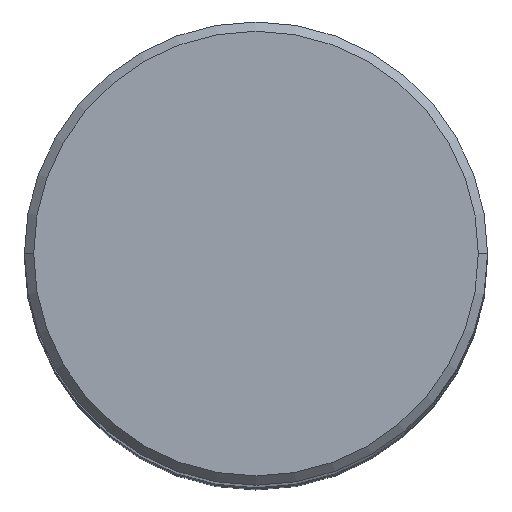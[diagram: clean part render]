
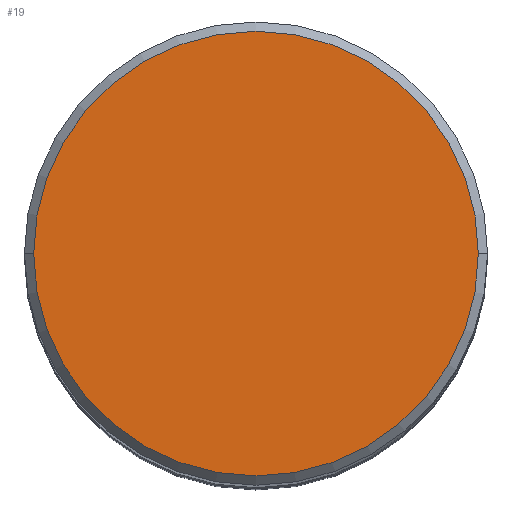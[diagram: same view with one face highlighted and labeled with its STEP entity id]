
A CAD part, top view. The second image highlights one B-rep face of the part: STEP entity #19.
In plain terms, the highlighted planar face has unit normal (0, 0, 1).
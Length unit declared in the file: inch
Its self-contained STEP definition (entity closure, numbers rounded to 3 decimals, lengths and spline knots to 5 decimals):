
#19 = ADVANCED_FACE ( 'NONE', ( #263 ), #443, .F. ) ;
#22 = AXIS2_PLACEMENT_3D ( 'NONE', #132, #440, #53 ) ;
#43 = CIRCLE ( 'NONE', #22, 0.48 ) ;
#53 = DIRECTION ( 'NONE',  ( 1., 0., 0. ) ) ;
#91 = VERTEX_POINT ( 'NONE', #197 ) ;
#102 = DIRECTION ( 'NONE',  ( -1., 0., 0. ) ) ;
#120 = ORIENTED_EDGE ( 'NONE', *, *, #518, .T. ) ;
#132 = CARTESIAN_POINT ( 'NONE',  ( 0., 0., 0. ) ) ;
#163 = DIRECTION ( 'NONE',  ( 0., 0., 1. ) ) ;
#164 = EDGE_LOOP ( 'NONE', ( #120, #303 ) ) ;
#195 = AXIS2_PLACEMENT_3D ( 'NONE', #202, #163, #337 ) ;
#197 = CARTESIAN_POINT ( 'NONE',  ( 0.48, 0., 0. ) ) ;
#202 = CARTESIAN_POINT ( 'NONE',  ( 0., 0., 0. ) ) ;
#221 = CARTESIAN_POINT ( 'NONE',  ( 0., 0.48, 0. ) ) ;
#263 = FACE_OUTER_BOUND ( 'NONE', #164, .T. ) ;
#281 = CIRCLE ( 'NONE', #195, 0.48 ) ;
#297 = AXIS2_PLACEMENT_3D ( 'NONE', #221, #537, #102 ) ;
#303 = ORIENTED_EDGE ( 'NONE', *, *, #554, .T. ) ;
#337 = DIRECTION ( 'NONE',  ( 1., 0., 0. ) ) ;
#355 = CARTESIAN_POINT ( 'NONE',  ( -0.48, 0., 0. ) ) ;
#431 = VERTEX_POINT ( 'NONE', #355 ) ;
#440 = DIRECTION ( 'NONE',  ( 0., 0., 1. ) ) ;
#443 = PLANE ( 'NONE',  #297 ) ;
#518 = EDGE_CURVE ( 'NONE', #431, #91, #281, .T. ) ;
#537 = DIRECTION ( 'NONE',  ( 0., 0., -1. ) ) ;
#554 = EDGE_CURVE ( 'NONE', #91, #431, #43, .T. ) ;
